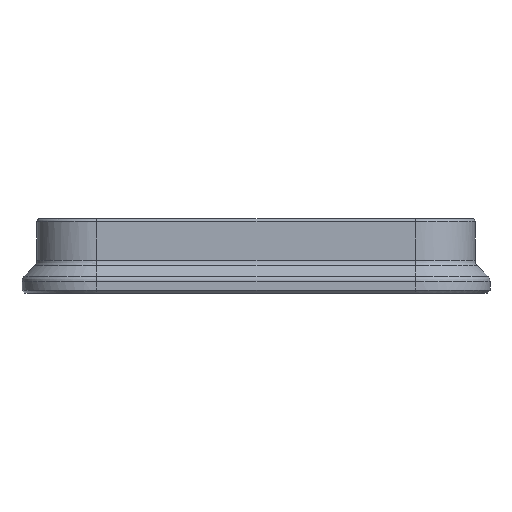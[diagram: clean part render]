
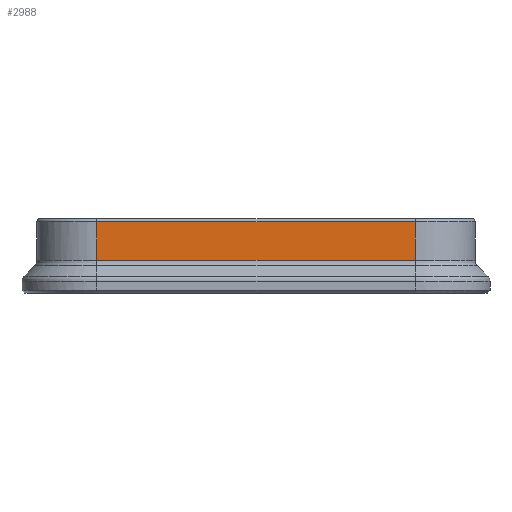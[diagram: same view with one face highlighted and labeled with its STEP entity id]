
A CAD part, left-side view. The second image highlights one B-rep face of the part: STEP entity #2988.
In plain terms, the highlighted planar face has unit normal (-1, 0, 0).
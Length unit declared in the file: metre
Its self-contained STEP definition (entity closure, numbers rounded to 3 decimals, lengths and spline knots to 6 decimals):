
#225=PLANE('',#3199);
#459=ORIENTED_EDGE('',*,*,#1393,.T.);
#460=ORIENTED_EDGE('',*,*,#1395,.T.);
#461=ORIENTED_EDGE('',*,*,#1396,.F.);
#462=ORIENTED_EDGE('',*,*,#1397,.T.);
#1393=EDGE_CURVE('',#1860,#1859,#2122,.T.);
#1395=EDGE_CURVE('',#1859,#1861,#2123,.F.);
#1396=EDGE_CURVE('',#1862,#1861,#2124,.T.);
#1397=EDGE_CURVE('',#1862,#1860,#2125,.F.);
#1859=VERTEX_POINT('',#4216);
#1860=VERTEX_POINT('',#4218);
#1861=VERTEX_POINT('',#4228);
#1862=VERTEX_POINT('',#4230);
#2122=LINE('',#4217,#2328);
#2123=LINE('',#4227,#2329);
#2124=LINE('',#4229,#2330);
#2125=LINE('',#4231,#2331);
#2328=VECTOR('',#3451,1.);
#2329=VECTOR('',#3454,1.);
#2330=VECTOR('',#3455,1.);
#2331=VECTOR('',#3456,1.);
#2530=EDGE_LOOP('',(#459,#460,#461,#462));
#2740=FACE_BOUND('',#2530,.T.);
#2988=ADVANCED_FACE('',(#2740),#225,.T.);
#3199=AXIS2_PLACEMENT_3D('',#4226,#3452,#3453);
#3451=DIRECTION('',(0.,0.,1.));
#3452=DIRECTION('',(-1.,0.,0.));
#3453=DIRECTION('',(0.,-1.,0.));
#3454=DIRECTION('',(0.,-1.,0.));
#3455=DIRECTION('',(0.,0.,1.));
#3456=DIRECTION('',(0.,1.,0.));
#4216=CARTESIAN_POINT('',(-0.034904,-0.021333,0.0096));
#4217=CARTESIAN_POINT('',(-0.034904,-0.021333,0.));
#4218=CARTESIAN_POINT('',(-0.034904,-0.021333,0.004414));
#4226=CARTESIAN_POINT('',(-0.034904,0.021333,0.));
#4227=CARTESIAN_POINT('',(-0.034904,0.021333,0.0096));
#4228=CARTESIAN_POINT('',(-0.034904,0.021333,0.0096));
#4229=CARTESIAN_POINT('',(-0.034904,0.021333,0.));
#4230=CARTESIAN_POINT('',(-0.034904,0.021333,0.004414));
#4231=CARTESIAN_POINT('',(-0.034904,-0.021333,0.004414));
